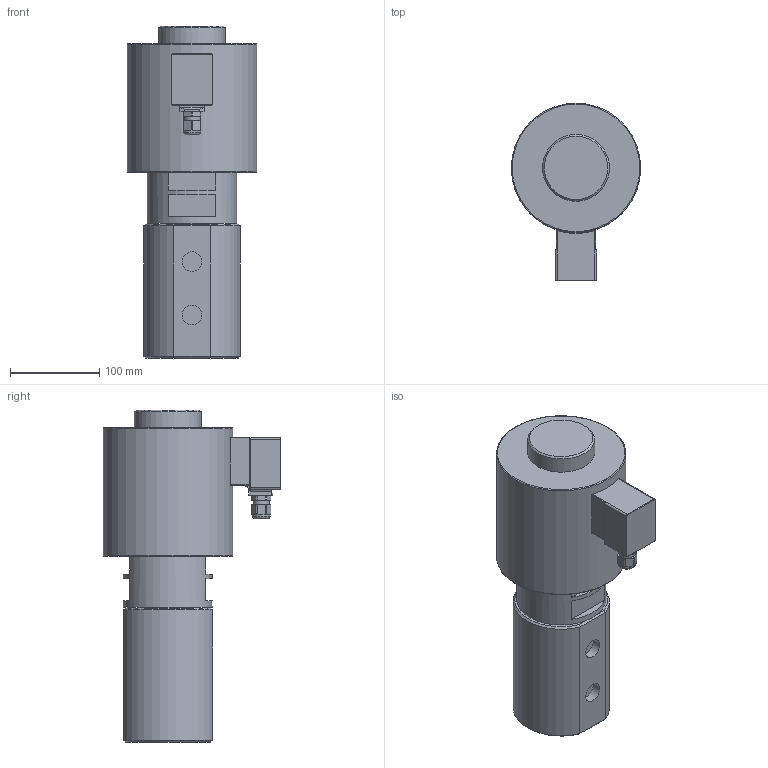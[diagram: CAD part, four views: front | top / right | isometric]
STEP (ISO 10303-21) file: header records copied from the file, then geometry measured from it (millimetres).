
FILE_DESCRIPTION(/* description */ ('3D-Modell'),/* implementation_level */ '2;1');
FILE_NAME(/* name */ '073.001391_3-045-25-0815-.352.stp',/* time_stamp */ '2023-08-02T09:34:42+02:00',/* author */ ('EToews'),/* organization */ (''),/* preprocessor_version */ 'ST-DEVELOPER v16.1',/* originating_system */ 'Autodesk Inventor 2016',/* authorisation */ '');
FILE_SCHEMA (('AUTOMOTIVE_DESIGN { 1 0 10303 214 3 1 1 }'));
Length unit declared in the file: millimetre
Products named in the file (1): 88-006036
Bounding box: 145 x 199 x 372 mm (x, y, z)
Volume: 4367529.2 mm3; surface area: 206853.9 mm2
Topology: 2 solids, 2 shells, 140 faces, 324 edges, 198 vertices
Faces by surface type: plane 64, cylinder 46, cone 15, torus 11, bspline 4
Full cylindrical faces by diameter (mm): 18 x1, 20 x1, 22 x3, 25 x1, 57 x1, 75 x1, 100 x1, 145 x1
Entity records: 4014 total; most frequent: CARTESIAN_POINT 908, DIRECTION 661, ORIENTED_EDGE 606, EDGE_CURVE 303, AXIS2_PLACEMENT_3D 255, VERTEX_POINT 194, EDGE_LOOP 167, LINE 151
